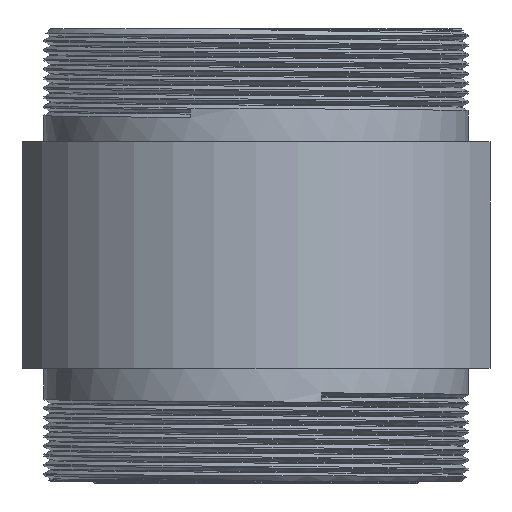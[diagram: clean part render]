
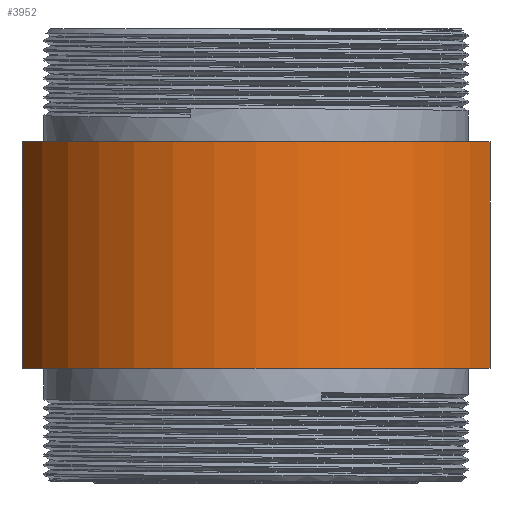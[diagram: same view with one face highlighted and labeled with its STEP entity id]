
A CAD part, front view. The second image highlights one B-rep face of the part: STEP entity #3952.
In plain terms, the highlighted cylindrical face has radius 57.15 mm (diameter 114.3 mm), a partial arc.
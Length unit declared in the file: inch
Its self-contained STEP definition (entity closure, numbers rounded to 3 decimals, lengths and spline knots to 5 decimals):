
#70 = ORIENTED_EDGE ( 'NONE', *, *, #2463, .F. ) ;
#207 = DIRECTION ( 'NONE',  ( 0., 0., -1. ) ) ;
#410 = VERTEX_POINT ( 'NONE', #4394 ) ;
#427 = DIRECTION ( 'NONE',  ( -1., 0., 0. ) ) ;
#478 = LINE ( 'NONE', #3832, #1001 ) ;
#698 = ORIENTED_EDGE ( 'NONE', *, *, #3444, .T. ) ;
#984 = CARTESIAN_POINT ( 'NONE',  ( -0.87411, 1.09394, 2.33786 ) ) ;
#1001 = VECTOR ( 'NONE', #2984, 39.37008 ) ;
#1097 = DIRECTION ( 'NONE',  ( 1., 0., 0. ) ) ;
#1172 = AXIS2_PLACEMENT_3D ( 'NONE', #2572, #207, #3545 ) ;
#1180 = CYLINDRICAL_SURFACE ( 'NONE', #1172, 2.25 ) ;
#1230 = VERTEX_POINT ( 'NONE', #4857 ) ;
#1449 = ORIENTED_EDGE ( 'NONE', *, *, #1696, .T. ) ;
#1634 = CARTESIAN_POINT ( 'NONE',  ( 1.19089, 0.20048, 11.47964 ) ) ;
#1696 = EDGE_CURVE ( 'Defeatured_0_5+Defeatured_0_8+Defeatured_0_4+Defeatured_0_9', #410, #4711, #478, .T. ) ;
#1826 = CIRCLE ( 'NONE', #1983, 2.25 ) ;
#1983 = AXIS2_PLACEMENT_3D ( 'NONE', #4306, #4326, #1097 ) ;
#2432 = ORIENTED_EDGE ( 'NONE', *, *, #5511, .F. ) ;
#2463 = EDGE_CURVE ( 'Defeatured_0_9+Defeatured_0_5+Defeatured_0_6+Defeatured_0_8', #1230, #4711, #2786, .T. ) ;
#2572 = CARTESIAN_POINT ( 'NONE',  ( -0.87411, 1.09394, 11.47964 ) ) ;
#2677 = FACE_OUTER_BOUND ( 'NONE', #3010, .T. ) ;
#2786 = CIRCLE ( 'NONE', #5241, 2.25 ) ;
#2984 = DIRECTION ( 'NONE',  ( 0., 0., -1. ) ) ;
#2995 = DIRECTION ( 'NONE',  ( 0., 0., -1. ) ) ;
#3010 = EDGE_LOOP ( 'NONE', ( #698, #1449, #70, #2432 ) ) ;
#3444 = EDGE_CURVE ( 'Defeatured_0_5+Defeatured_0_4+Defeatured_0_6+Defeatured_0_8', #5768, #410, #1826, .T. ) ;
#3545 = DIRECTION ( 'NONE',  ( -1., 0., 0. ) ) ;
#3832 = CARTESIAN_POINT ( 'NONE',  ( -2.93911, 0.20048, 11.47964 ) ) ;
#3952 = ADVANCED_FACE ( 'Defeatured_0_5', ( #2677 ), #1180, .T. ) ;
#4306 = CARTESIAN_POINT ( 'NONE',  ( -0.87411, 1.09394, 4.33786 ) ) ;
#4326 = DIRECTION ( 'NONE',  ( 0., 0., -1. ) ) ;
#4394 = CARTESIAN_POINT ( 'NONE',  ( -2.93911, 0.20048, 4.33786 ) ) ;
#4581 = DIRECTION ( 'NONE',  ( 0., 0., -1. ) ) ;
#4637 = CARTESIAN_POINT ( 'NONE',  ( 1.19089, 0.20048, 4.33786 ) ) ;
#4711 = VERTEX_POINT ( 'NONE', #5612 ) ;
#4857 = CARTESIAN_POINT ( 'NONE',  ( 1.19089, 0.20048, 2.33786 ) ) ;
#5241 = AXIS2_PLACEMENT_3D ( 'NONE', #984, #2995, #427 ) ;
#5391 = LINE ( 'NONE', #1634, #5684 ) ;
#5511 = EDGE_CURVE ( 'Defeatured_0_6+Defeatured_0_5+Defeatured_0_4+Defeatured_0_9', #5768, #1230, #5391, .T. ) ;
#5612 = CARTESIAN_POINT ( 'NONE',  ( -2.93911, 0.20048, 2.33786 ) ) ;
#5684 = VECTOR ( 'NONE', #4581, 39.37008 ) ;
#5768 = VERTEX_POINT ( 'NONE', #4637 ) ;
